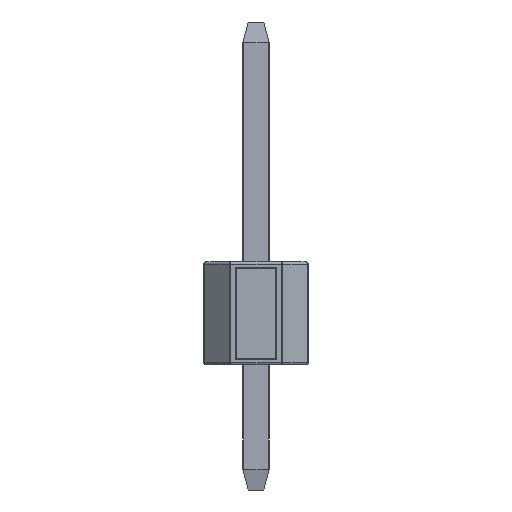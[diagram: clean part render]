
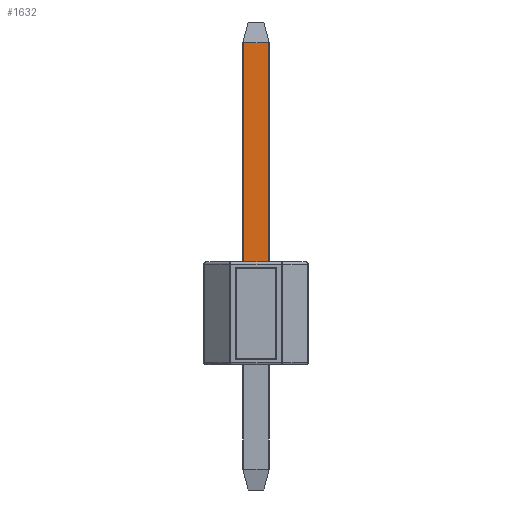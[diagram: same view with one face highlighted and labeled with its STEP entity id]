
A CAD part, left-side view. The second image highlights one B-rep face of the part: STEP entity #1632.
In plain terms, the highlighted planar face has unit normal (-1, 0, 0).
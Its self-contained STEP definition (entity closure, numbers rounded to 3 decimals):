
#283=FACE_OUTER_BOUND('',#377,.T.);
#377=EDGE_LOOP('',(#1322,#1323,#1324,#1325));
#486=LINE('',#2682,#626);
#509=LINE('',#2730,#649);
#510=LINE('',#2732,#650);
#511=LINE('',#2733,#651);
#626=VECTOR('',#2210,10.);
#649=VECTOR('',#2261,10.);
#650=VECTOR('',#2262,10.);
#651=VECTOR('',#2263,10.);
#690=VERTEX_POINT('',#2423);
#693=VERTEX_POINT('',#2430);
#772=VERTEX_POINT('',#2729);
#773=VERTEX_POINT('',#2731);
#942=EDGE_CURVE('',#693,#690,#486,.T.);
#965=EDGE_CURVE('',#772,#690,#509,.T.);
#966=EDGE_CURVE('',#773,#772,#510,.T.);
#967=EDGE_CURVE('',#693,#773,#511,.T.);
#1322=ORIENTED_EDGE('',*,*,#942,.T.);
#1323=ORIENTED_EDGE('',*,*,#965,.F.);
#1324=ORIENTED_EDGE('',*,*,#966,.F.);
#1325=ORIENTED_EDGE('',*,*,#967,.F.);
#1455=PLANE('',#1832);
#1632=ADVANCED_FACE('',(#283),#1455,.T.);
#1832=AXIS2_PLACEMENT_3D('',#2728,#2259,#2260);
#2210=DIRECTION('',(0.,-1.,0.));
#2259=DIRECTION('center_axis',(-1.,0.,0.));
#2260=DIRECTION('ref_axis',(0.,0.,1.));
#2261=DIRECTION('',(0.,0.,-1.));
#2262=DIRECTION('',(0.,-1.,0.));
#2263=DIRECTION('',(0.,0.,1.));
#2423=CARTESIAN_POINT('',(-0.32,-0.297,2.5));
#2430=CARTESIAN_POINT('',(-0.32,0.292,2.5));
#2682=CARTESIAN_POINT('',(-0.32,-0.003,2.5));
#2728=CARTESIAN_POINT('Origin',(-0.32,-0.003,2.645));
#2729=CARTESIAN_POINT('',(-0.32,-0.297,7.832));
#2730=CARTESIAN_POINT('',(-0.32,-0.297,5.493));
#2731=CARTESIAN_POINT('',(-0.32,0.292,7.832));
#2732=CARTESIAN_POINT('',(-0.32,0.158,7.832));
#2733=CARTESIAN_POINT('',(-0.32,0.292,-0.202));
